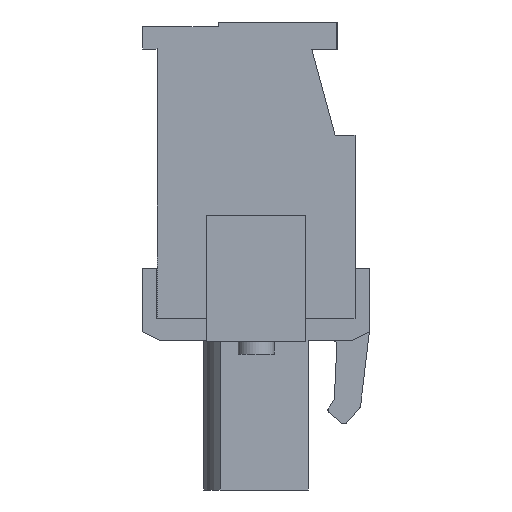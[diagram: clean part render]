
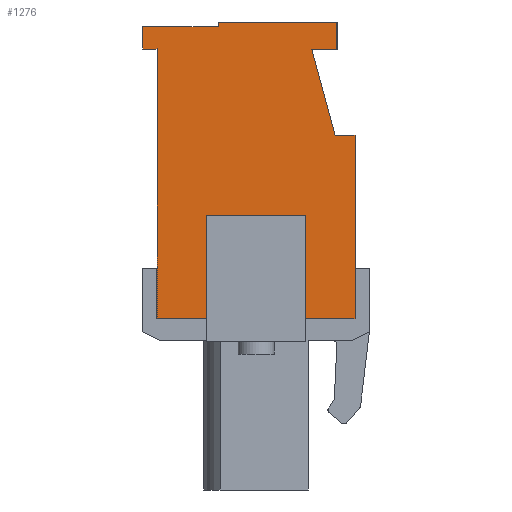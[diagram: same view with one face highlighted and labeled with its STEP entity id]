
A CAD part, left-side view. The second image highlights one B-rep face of the part: STEP entity #1276.
In plain terms, the highlighted planar face has unit normal (-1, 0, 0).
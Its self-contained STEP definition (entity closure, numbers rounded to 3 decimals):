
#1276 = ADVANCED_FACE( '', ( #3248 ), #3249, .T. );
#3248 = FACE_OUTER_BOUND( '', #6132, .T. );
#3249 = PLANE( '', #6133 );
#6132 = EDGE_LOOP( '', ( #9206, #9207, #9208, #9209, #9210, #9211, #9212, #9213, #9214, #9215, #9216, #9217, #9218, #9219, #9220, #9221 ) );
#6133 = AXIS2_PLACEMENT_3D( '', #9222, #9223, #9224 );
#9206 = ORIENTED_EDGE( '', *, *, #17746, .F. );
#9207 = ORIENTED_EDGE( '', *, *, #17747, .F. );
#9208 = ORIENTED_EDGE( '', *, *, #17748, .F. );
#9209 = ORIENTED_EDGE( '', *, *, #17749, .T. );
#9210 = ORIENTED_EDGE( '', *, *, #17750, .T. );
#9211 = ORIENTED_EDGE( '', *, *, #17751, .T. );
#9212 = ORIENTED_EDGE( '', *, *, #17752, .T. );
#9213 = ORIENTED_EDGE( '', *, *, #17753, .T. );
#9214 = ORIENTED_EDGE( '', *, *, #17754, .T. );
#9215 = ORIENTED_EDGE( '', *, *, #17755, .T. );
#9216 = ORIENTED_EDGE( '', *, *, #17756, .T. );
#9217 = ORIENTED_EDGE( '', *, *, #17757, .T. );
#9218 = ORIENTED_EDGE( '', *, *, #17758, .T. );
#9219 = ORIENTED_EDGE( '', *, *, #17759, .T. );
#9220 = ORIENTED_EDGE( '', *, *, #17760, .T. );
#9221 = ORIENTED_EDGE( '', *, *, #17761, .T. );
#9222 = CARTESIAN_POINT( '', ( -18.03, 0., 0. ) );
#9223 = DIRECTION( '', ( -1., 0., 0. ) );
#9224 = DIRECTION( '', ( 0., 0., 1. ) );
#17746 = EDGE_CURVE( '', #21323, #21324, #21325, .T. );
#17747 = EDGE_CURVE( '', #21326, #21323, #21327, .T. );
#17748 = EDGE_CURVE( '', #21328, #21326, #21329, .T. );
#17749 = EDGE_CURVE( '', #21328, #21330, #21331, .T. );
#17750 = EDGE_CURVE( '', #21330, #21332, #21333, .T. );
#17751 = EDGE_CURVE( '', #21332, #21334, #21335, .T. );
#17752 = EDGE_CURVE( '', #21334, #21336, #21337, .T. );
#17753 = EDGE_CURVE( '', #21336, #21338, #21339, .T. );
#17754 = EDGE_CURVE( '', #21338, #21340, #21341, .T. );
#17755 = EDGE_CURVE( '', #21340, #21342, #21343, .T. );
#17756 = EDGE_CURVE( '', #21342, #21344, #21345, .T. );
#17757 = EDGE_CURVE( '', #21344, #21346, #21347, .T. );
#17758 = EDGE_CURVE( '', #21346, #21348, #21349, .T. );
#17759 = EDGE_CURVE( '', #21348, #21350, #21351, .T. );
#17760 = EDGE_CURVE( '', #21350, #21352, #21353, .T. );
#17761 = EDGE_CURVE( '', #21352, #21324, #21354, .T. );
#21323 = VERTEX_POINT( '', #26534 );
#21324 = VERTEX_POINT( '', #26535 );
#21325 = LINE( '', #26536, #26537 );
#21326 = VERTEX_POINT( '', #26538 );
#21327 = LINE( '', #26539, #26540 );
#21328 = VERTEX_POINT( '', #26541 );
#21329 = LINE( '', #26542, #26543 );
#21330 = VERTEX_POINT( '', #26544 );
#21331 = LINE( '', #26545, #26546 );
#21332 = VERTEX_POINT( '', #26547 );
#21333 = LINE( '', #26548, #26549 );
#21334 = VERTEX_POINT( '', #26550 );
#21335 = LINE( '', #26551, #26552 );
#21336 = VERTEX_POINT( '', #26553 );
#21337 = LINE( '', #26554, #26555 );
#21338 = VERTEX_POINT( '', #26556 );
#21339 = LINE( '', #26557, #26558 );
#21340 = VERTEX_POINT( '', #26559 );
#21341 = LINE( '', #26560, #26561 );
#21342 = VERTEX_POINT( '', #26562 );
#21343 = LINE( '', #26563, #26564 );
#21344 = VERTEX_POINT( '', #26565 );
#21345 = LINE( '', #26566, #26567 );
#21346 = VERTEX_POINT( '', #26568 );
#21347 = LINE( '', #26569, #26570 );
#21348 = VERTEX_POINT( '', #26571 );
#21349 = LINE( '', #26572, #26573 );
#21350 = VERTEX_POINT( '', #26574 );
#21351 = LINE( '', #26575, #26576 );
#21352 = VERTEX_POINT( '', #26577 );
#21353 = LINE( '', #26578, #26579 );
#21354 = LINE( '', #26580, #26581 );
#26534 = CARTESIAN_POINT( '', ( -18.03, 2.75, -1.75 ) );
#26535 = CARTESIAN_POINT( '', ( -18.03, 2.75, -7.5 ) );
#26536 = CARTESIAN_POINT( '', ( -18.03, 2.75, -1.75 ) );
#26537 = VECTOR( '', #33629, 1000. );
#26538 = CARTESIAN_POINT( '', ( -18.03, -2.75, -1.75 ) );
#26539 = CARTESIAN_POINT( '', ( -18.03, -2.75, -1.75 ) );
#26540 = VECTOR( '', #33630, 1000. );
#26541 = CARTESIAN_POINT( '', ( -18.03, -2.75, -7.5 ) );
#26542 = CARTESIAN_POINT( '', ( -18.03, -2.75, -8.75 ) );
#26543 = VECTOR( '', #33631, 1000. );
#26544 = CARTESIAN_POINT( '', ( -18.03, -5.5, -7.5 ) );
#26545 = CARTESIAN_POINT( '', ( -18.03, 5.5, -7.5 ) );
#26546 = VECTOR( '', #33632, 1000. );
#26547 = CARTESIAN_POINT( '', ( -18.03, -5.5, 2.7 ) );
#26548 = CARTESIAN_POINT( '', ( -18.03, -5.5, -7.5 ) );
#26549 = VECTOR( '', #33633, 1000. );
#26550 = CARTESIAN_POINT( '', ( -18.03, -4.4, 2.7 ) );
#26551 = CARTESIAN_POINT( '', ( -18.03, -5.5, 2.7 ) );
#26552 = VECTOR( '', #33634, 1000. );
#26553 = CARTESIAN_POINT( '', ( -18.03, -3.1, 7.5 ) );
#26554 = CARTESIAN_POINT( '', ( -18.03, -4.4, 2.7 ) );
#26555 = VECTOR( '', #33635, 1000. );
#26556 = CARTESIAN_POINT( '', ( -18.03, -4.5, 7.5 ) );
#26557 = CARTESIAN_POINT( '', ( -18.03, -3.1, 7.5 ) );
#26558 = VECTOR( '', #33636, 1000. );
#26559 = CARTESIAN_POINT( '', ( -18.03, -4.5, 9. ) );
#26560 = CARTESIAN_POINT( '', ( -18.03, -4.5, 7.5 ) );
#26561 = VECTOR( '', #33637, 1000. );
#26562 = CARTESIAN_POINT( '', ( -18.03, 2.1, 9. ) );
#26563 = CARTESIAN_POINT( '', ( -18.03, -4.5, 9. ) );
#26564 = VECTOR( '', #33638, 1000. );
#26565 = CARTESIAN_POINT( '', ( -18.03, 2.1, 8.75 ) );
#26566 = CARTESIAN_POINT( '', ( -18.03, 2.1, 9. ) );
#26567 = VECTOR( '', #33639, 1000. );
#26568 = CARTESIAN_POINT( '', ( -18.03, 6.3, 8.75 ) );
#26569 = CARTESIAN_POINT( '', ( -18.03, 2.1, 8.75 ) );
#26570 = VECTOR( '', #33640, 1000. );
#26571 = CARTESIAN_POINT( '', ( -18.03, 6.3, 7.5 ) );
#26572 = CARTESIAN_POINT( '', ( -18.03, 6.3, 8.75 ) );
#26573 = VECTOR( '', #33641, 1000. );
#26574 = CARTESIAN_POINT( '', ( -18.03, 5.5, 7.5 ) );
#26575 = CARTESIAN_POINT( '', ( -18.03, 6.3, 7.5 ) );
#26576 = VECTOR( '', #33642, 1000. );
#26577 = CARTESIAN_POINT( '', ( -18.03, 5.5, -7.5 ) );
#26578 = CARTESIAN_POINT( '', ( -18.03, 5.5, 7.5 ) );
#26579 = VECTOR( '', #33643, 1000. );
#26580 = CARTESIAN_POINT( '', ( -18.03, 5.5, -7.5 ) );
#26581 = VECTOR( '', #33644, 1000. );
#33629 = DIRECTION( '', ( 0., 0., -1. ) );
#33630 = DIRECTION( '', ( 0., 1., 0. ) );
#33631 = DIRECTION( '', ( 0., 0., 1. ) );
#33632 = DIRECTION( '', ( 0., -1., 0. ) );
#33633 = DIRECTION( '', ( 0., 0., 1. ) );
#33634 = DIRECTION( '', ( 0., 1., 0. ) );
#33635 = DIRECTION( '', ( 0., 0.261, 0.965 ) );
#33636 = DIRECTION( '', ( 0., -1., 0. ) );
#33637 = DIRECTION( '', ( 0., 0., 1. ) );
#33638 = DIRECTION( '', ( 0., 1., 0. ) );
#33639 = DIRECTION( '', ( 0., 0., -1. ) );
#33640 = DIRECTION( '', ( 0., 1., 0. ) );
#33641 = DIRECTION( '', ( 0., 0., -1. ) );
#33642 = DIRECTION( '', ( 0., -1., 0. ) );
#33643 = DIRECTION( '', ( 0., 0., -1. ) );
#33644 = DIRECTION( '', ( 0., -1., 0. ) );
